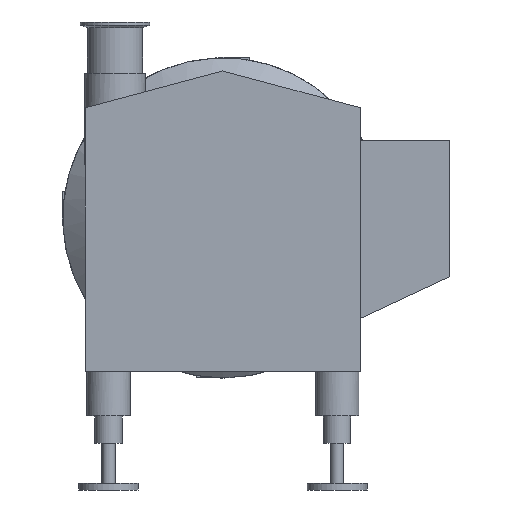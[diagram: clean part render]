
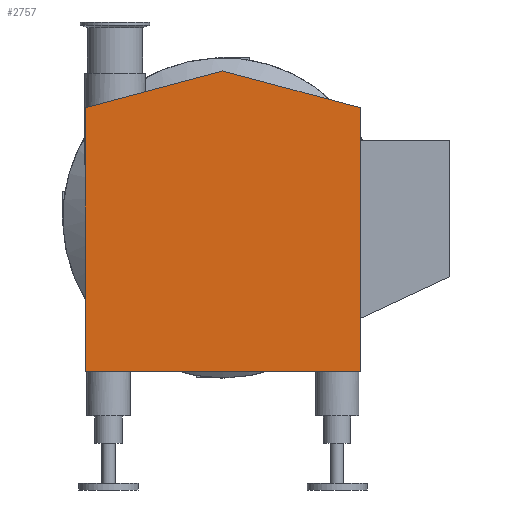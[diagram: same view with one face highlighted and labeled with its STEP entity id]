
A CAD part, left-side view. The second image highlights one B-rep face of the part: STEP entity #2757.
In plain terms, the highlighted planar face has unit normal (-1, 0, 0).
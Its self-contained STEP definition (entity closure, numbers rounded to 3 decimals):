
#257=FACE_OUTER_BOUND('',#428,.T.);
#428=EDGE_LOOP('',(#1872,#1873,#1874,#1875,#1876));
#619=LINE('',#4193,#883);
#620=LINE('',#4195,#884);
#621=LINE('',#4197,#885);
#622=LINE('',#4199,#886);
#623=LINE('',#4200,#887);
#883=VECTOR('',#3333,10.);
#884=VECTOR('',#3334,10.);
#885=VECTOR('',#3335,10.);
#886=VECTOR('',#3336,10.);
#887=VECTOR('',#3337,10.);
#1151=VERTEX_POINT('',#4191);
#1152=VERTEX_POINT('',#4192);
#1153=VERTEX_POINT('',#4194);
#1154=VERTEX_POINT('',#4196);
#1155=VERTEX_POINT('',#4198);
#1427=EDGE_CURVE('',#1151,#1152,#619,.T.);
#1428=EDGE_CURVE('',#1153,#1151,#620,.T.);
#1429=EDGE_CURVE('',#1154,#1153,#621,.T.);
#1430=EDGE_CURVE('',#1155,#1154,#622,.T.);
#1431=EDGE_CURVE('',#1152,#1155,#623,.T.);
#1872=ORIENTED_EDGE('',*,*,#1427,.F.);
#1873=ORIENTED_EDGE('',*,*,#1428,.F.);
#1874=ORIENTED_EDGE('',*,*,#1429,.F.);
#1875=ORIENTED_EDGE('',*,*,#1430,.F.);
#1876=ORIENTED_EDGE('',*,*,#1431,.F.);
#2624=PLANE('',#2969);
#2757=ADVANCED_FACE('',(#257),#2624,.F.);
#2969=AXIS2_PLACEMENT_3D('',#4190,#3331,#3332);
#3331=DIRECTION('center_axis',(1.,0.,0.));
#3332=DIRECTION('ref_axis',(0.,0.,-1.));
#3333=DIRECTION('',(0.,1.,0.));
#3334=DIRECTION('',(0.,0.,-1.));
#3335=DIRECTION('',(0.,-0.966,-0.259));
#3336=DIRECTION('',(0.,-0.966,0.259));
#3337=DIRECTION('',(0.,0.,1.));
#4190=CARTESIAN_POINT('Origin',(-462.,0.,-14.401));
#4191=CARTESIAN_POINT('',(-462.,-126.2,-141.));
#4192=CARTESIAN_POINT('',(-462.,126.2,-141.));
#4193=CARTESIAN_POINT('',(-462.,-126.2,-141.));
#4194=CARTESIAN_POINT('',(-462.,-126.2,101.185));
#4195=CARTESIAN_POINT('',(-462.,-126.2,101.185));
#4196=CARTESIAN_POINT('',(-462.,0.,135.));
#4197=CARTESIAN_POINT('',(-462.,0.,135.));
#4198=CARTESIAN_POINT('',(-462.,126.2,101.185));
#4199=CARTESIAN_POINT('',(-462.,126.2,101.185));
#4200=CARTESIAN_POINT('',(-462.,126.2,-141.));
